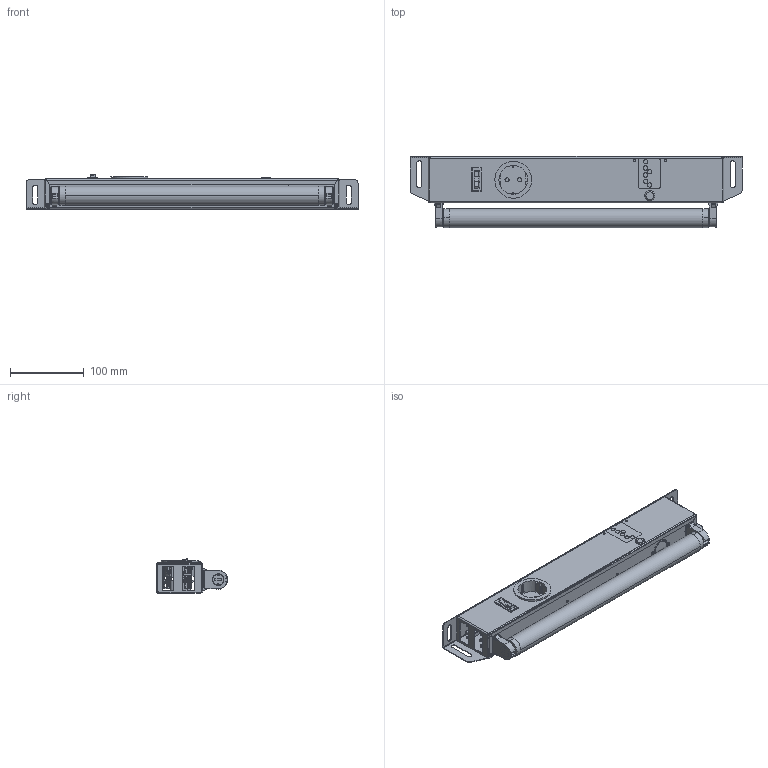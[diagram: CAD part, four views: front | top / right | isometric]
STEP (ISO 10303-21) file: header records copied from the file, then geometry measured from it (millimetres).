
FILE_DESCRIPTION(/* description */ ('LL-14-SK_Unterteil'),/* implementation_level */ '2;1');
FILE_NAME(/* name */ '01-002-00031_LL-14-ST-E.stp',/* time_stamp */ '2018-03-14T10:25:39+01:00',/* author */ ('mblecker'),/* organization */ (''),/* preprocessor_version */ 'ST-DEVELOPER v15.6',/* originating_system */ 'Autodesk Inventor 2015',/* authorisation */ '');
FILE_SCHEMA (('AUTOMOTIVE_DESIGN { 1 0 10303 214 3 1 1 }'));
Length unit declared in the file: millimetre
Products named in the file (28): 01-002-00002_LL-14-SK_Unterteil; 01-002-00001_LL-14-ST_Oberteil; Einbauwippschalter-43.420.1230.50; Steckdose_220V; 166_gebu-38242571-1-ws; 166_gebu-38242573-1; 166_gebu-38242572-1; 166_gebu-3-824257-11; 166_gebu-3-824257-12; 166_gebu-3-824257-13; 166_gebu-38242571-1; 166_GEST-38246621-1; 166_GEST-38246620-1; 166_GEST-38246623-1; 166_GEST-38246622-1; 166_GEST-3824662-11; 166_GEST-3824662-12; 166_GEST-3824662-13; Gest3-ws; Sensorabdeckkappe; Abklebung_Bohrungen_Tueroeffner; Durchsteckfassung_G13; Leuchte14w_25; Abdeckung_22_2_SW_Heyman_202059; _gebu-3-8242570-1; Gebu3-gr; Gebu3-ws; 01-002-00031_LL-14-ST-E
Assembly tree (41 placements, depth 4):
  01-002-00031_LL-14-ST-E
    01-002-00002_LL-14-SK_Unterteil
    01-002-00001_LL-14-ST_Oberteil
    Einbauwippschalter-43.420.1230.50
    Steckdose_220V
    Gebu3-gr  x2
      166_gebu-38242571-1-ws
      _gebu-3-8242570-1
      166_gebu-3-824257-11
        166_gebu-38242573-1
        166_gebu-38242572-1
      166_gebu-3-824257-12
        166_gebu-38242573-1
        166_gebu-38242572-1
      166_gebu-3-824257-13
        166_gebu-38242573-1
        166_gebu-38242572-1
    Gebu3-ws
      166_gebu-38242571-1
      _gebu-3-8242570-1
      166_gebu-3-824257-11
        166_gebu-38242573-1
        166_gebu-38242572-1
      166_gebu-3-824257-12
        166_gebu-38242573-1
        166_gebu-38242572-1
      166_gebu-3-824257-13
        166_gebu-38242573-1
        166_gebu-38242572-1
    Gest3-ws
      166_GEST-38246621-1
      166_GEST-38246620-1
      166_GEST-3824662-11
        166_GEST-38246623-1
        166_GEST-38246622-1
      166_GEST-3824662-12
        166_GEST-38246623-1
        166_GEST-38246622-1
      166_GEST-3824662-13
        166_GEST-38246623-1
        166_GEST-38246622-1
    Sensorabdeckkappe
    Abklebung_Bohrungen_Tueroeffner
    Durchsteckfassung_G13  x2
    Leuchte14w_25
    Abdeckung_22_2_SW_Heyman_202059
Bounding box: 450 x 96.99 x 46.33 mm (x, y, z)
Volume: 322899.9 mm3; surface area: 254650.4 mm2
Topology: 22 solids, 25 shells, 2469 faces, 6716 edges, 4209 vertices
Faces by surface type: plane 1507, cylinder 459, cone 274, bspline 214, sphere 11, torus 4
Full cylindrical faces by diameter (mm): 3 x4, 4 x2, 4.3 x2, 5.9 x6, 11.2 x1, 20.955 x1, 22 x1, 22.225 x1, 25.781 x1, 50 x1
Entity records: 45300 total; most frequent: CARTESIAN_POINT 12830, ORIENTED_EDGE 6660, DIRECTION 6409, EDGE_CURVE 3363, LINE 2381, VECTOR 2381, VERTEX_POINT 2192, AXIS2_PLACEMENT_3D 2014
